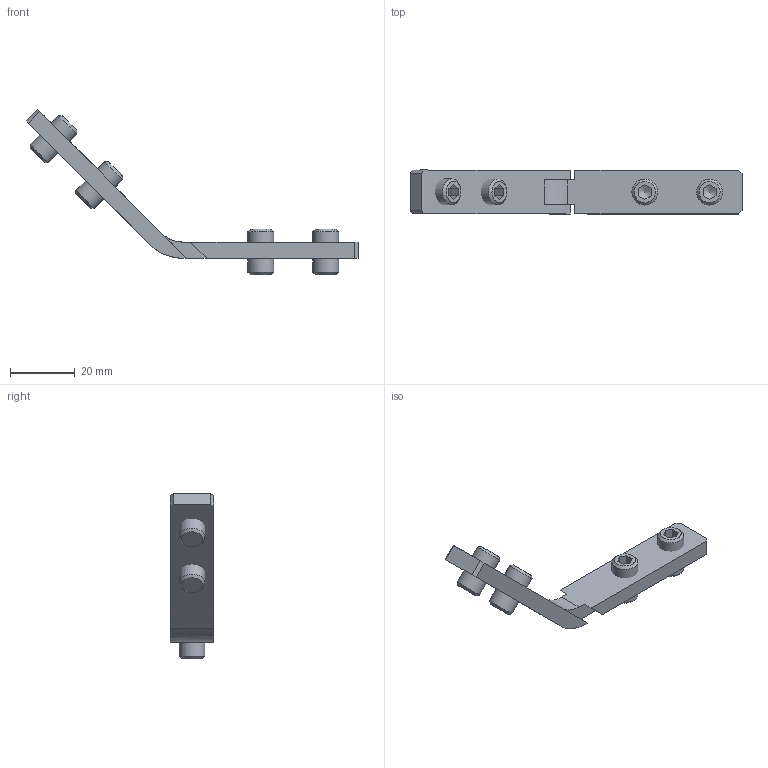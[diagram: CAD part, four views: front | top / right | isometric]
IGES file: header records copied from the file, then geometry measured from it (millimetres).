
Global section: file name: 321345_1; native system: Autodesk Inventor 2016; preprocessor: unknown; author: Skuhravý,; organization: 11; date: 20170228.152450; units: millimetre
Bounding box: 102.43 x 13.5 x 50.96 mm (x, y, z)
Volume: 9470.6 mm3; surface area: 6620 mm2
Topology: 5 solids, 5 shells, 72 faces, 186 edges, 124 vertices
Faces by surface type: bspline 72
